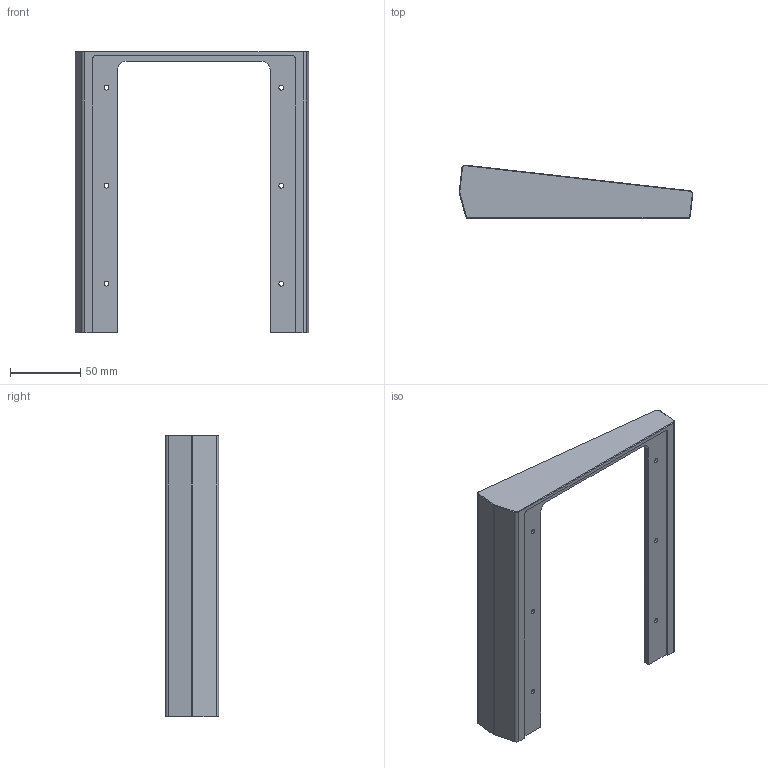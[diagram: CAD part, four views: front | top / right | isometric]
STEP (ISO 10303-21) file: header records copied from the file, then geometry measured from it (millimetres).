
FILE_DESCRIPTION(/* description */ ('Alibre Inc.'),/* implementation_level */ '2;1');
FILE_NAME(/* name */ 'export-FC6EDA12-822E-4244-BF0A-778052A5D8CB',/* time_stamp */ '2026-01-10T13:24:16-05:00',/* author */ (''),/* organization */ (''),/* preprocessor_version */ 'ST-DEVELOPER v17',/* originating_system */ 'Alibre',/* authorisation */ '');
FILE_SCHEMA (('AUTOMOTIVE_DESIGN'));
Length unit declared in the file: millimetre
Bounding box: 166.85 x 38.08 x 201 mm (x, y, z)
Volume: 123096.9 mm3; surface area: 62368.6 mm2
Topology: 1 solids, 1 shells, 130 faces, 340 edges, 215 vertices
Faces by surface type: plane 75, cylinder 39, cone 11, sphere 3, torus 2
Full cylindrical faces by diameter (mm): 3.4 x12, 6.2 x6
Entity records: 3730 total; most frequent: CARTESIAN_POINT 642, ORIENTED_EDGE 614, DIRECTION 571, EDGE_CURVE 307, VECTOR 219, LINE 219, AXIS2_PLACEMENT_3D 214, VERTEX_POINT 209
